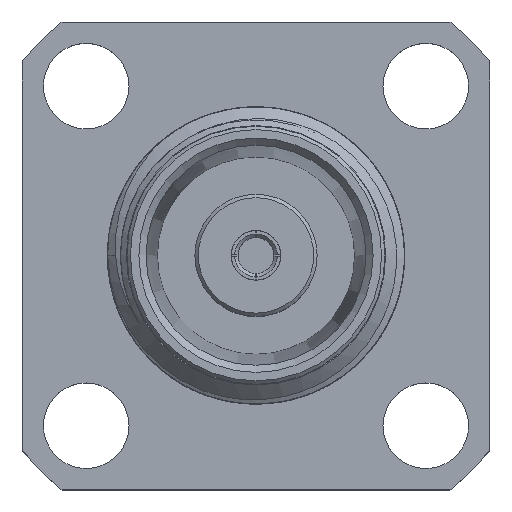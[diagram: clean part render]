
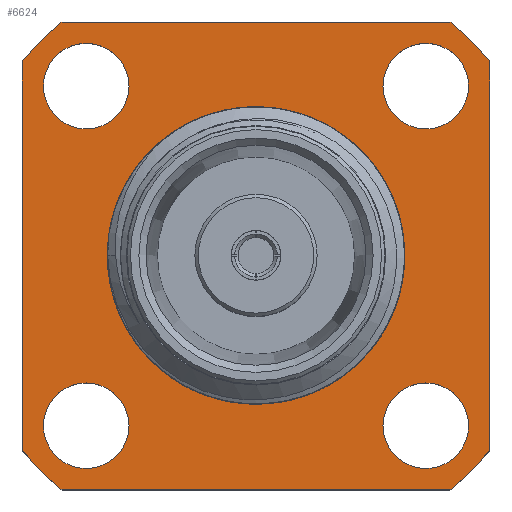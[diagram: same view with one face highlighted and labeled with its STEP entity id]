
A CAD part, top view. The second image highlights one B-rep face of the part: STEP entity #6624.
In plain terms, the highlighted planar face has unit normal (0, 0, 1).
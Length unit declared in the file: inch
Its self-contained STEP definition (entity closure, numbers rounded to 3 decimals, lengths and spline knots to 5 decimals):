
#32 = VERTEX_POINT ( 'NONE', #3496 ) ;
#37 = CARTESIAN_POINT ( 'NONE',  ( -0.34449, -0.34449, 0.04528 ) ) ;
#66 = CARTESIAN_POINT ( 'NONE',  ( 0., 0., 0.04528 ) ) ;
#113 = CARTESIAN_POINT ( 'NONE',  ( -0.34449, -0.28566, 0.04528 ) ) ;
#203 = DIRECTION ( 'NONE',  ( 1., 0., 0. ) ) ;
#243 = CARTESIAN_POINT ( 'NONE',  ( -0.18701, -0.25, 0.04528 ) ) ;
#251 = CIRCLE ( 'NONE', #6129, 0.06299 ) ;
#278 = PLANE ( 'NONE',  #3588 ) ;
#286 = AXIS2_PLACEMENT_3D ( 'NONE', #4038, #4056, #4565 ) ;
#322 = CARTESIAN_POINT ( 'NONE',  ( -0.34449, 0.34449, 0.04528 ) ) ;
#344 = DIRECTION ( 'NONE',  ( -1., 0., 0. ) ) ;
#414 = DIRECTION ( 'NONE',  ( 1., 0., 0. ) ) ;
#452 = DIRECTION ( 'NONE',  ( 0., 0., 1. ) ) ;
#532 = VECTOR ( 'NONE', #5171, 39.37008 ) ;
#534 = DIRECTION ( 'NONE',  ( 0., 0., 1. ) ) ;
#600 = DIRECTION ( 'NONE',  ( 1., 0., 0. ) ) ;
#606 = VECTOR ( 'NONE', #344, 39.37008 ) ;
#677 = VERTEX_POINT ( 'NONE', #2416 ) ;
#709 = VECTOR ( 'NONE', #3391, 39.37008 ) ;
#716 = DIRECTION ( 'NONE',  ( 0., 0., 1. ) ) ;
#727 = EDGE_LOOP ( 'NONE', ( #6027 ) ) ;
#785 = EDGE_CURVE ( 'NONE', #5832, #6603, #896, .T. ) ;
#803 = CARTESIAN_POINT ( 'NONE',  ( -0.34449, 0.28566, 0.04528 ) ) ;
#813 = EDGE_CURVE ( 'NONE', #2259, #6283, #2421, .T. ) ;
#857 = EDGE_CURVE ( 'NONE', #1737, #1737, #251, .T. ) ;
#896 = CIRCLE ( 'NONE', #1178, 0.44752 ) ;
#899 = EDGE_CURVE ( 'NONE', #5622, #2216, #3487, .T. ) ;
#971 = ORIENTED_EDGE ( 'NONE', *, *, #899, .T. ) ;
#1029 = ORIENTED_EDGE ( 'NONE', *, *, #6039, .T. ) ;
#1088 = ORIENTED_EDGE ( 'NONE', *, *, #6102, .T. ) ;
#1166 = CARTESIAN_POINT ( 'NONE',  ( -0.28566, 0.34449, 0.04528 ) ) ;
#1178 = AXIS2_PLACEMENT_3D ( 'NONE', #1459, #452, #1527 ) ;
#1441 = EDGE_LOOP ( 'NONE', ( #6101, #1088, #1640, #3880, #2560, #1982, #971, #1029 ) ) ;
#1459 = CARTESIAN_POINT ( 'NONE',  ( 0., 0., 0.04528 ) ) ;
#1462 = CARTESIAN_POINT ( 'NONE',  ( -0.25, 0.25, 0.04528 ) ) ;
#1485 = AXIS2_PLACEMENT_3D ( 'NONE', #3326, #716, #203 ) ;
#1521 = AXIS2_PLACEMENT_3D ( 'NONE', #66, #1571, #600 ) ;
#1527 = DIRECTION ( 'NONE',  ( 1., 0., 0. ) ) ;
#1570 = EDGE_CURVE ( 'NONE', #5905, #5905, #1940, .T. ) ;
#1571 = DIRECTION ( 'NONE',  ( 0., 0., 1. ) ) ;
#1640 = ORIENTED_EDGE ( 'NONE', *, *, #813, .T. ) ;
#1646 = VERTEX_POINT ( 'NONE', #2301 ) ;
#1672 = DIRECTION ( 'NONE',  ( 0., 0., 1. ) ) ;
#1691 = CIRCLE ( 'NONE', #1485, 0.44752 ) ;
#1707 = AXIS2_PLACEMENT_3D ( 'NONE', #4856, #2323, #4381 ) ;
#1737 = VERTEX_POINT ( 'NONE', #243 ) ;
#1844 = CARTESIAN_POINT ( 'NONE',  ( 0.34449, 0.28566, 0.04528 ) ) ;
#1940 = CIRCLE ( 'NONE', #1707, 0.06299 ) ;
#1982 = ORIENTED_EDGE ( 'NONE', *, *, #2493, .T. ) ;
#1990 = LINE ( 'NONE', #322, #606 ) ;
#1995 = DIRECTION ( 'NONE',  ( 0., 0., 1. ) ) ;
#2075 = EDGE_CURVE ( 'NONE', #3753, #3753, #3950, .T. ) ;
#2216 = VERTEX_POINT ( 'NONE', #3597 ) ;
#2253 = LINE ( 'NONE', #3860, #709 ) ;
#2259 = VERTEX_POINT ( 'NONE', #113 ) ;
#2301 = CARTESIAN_POINT ( 'NONE',  ( 0.34449, -0.28566, 0.04528 ) ) ;
#2307 = LINE ( 'NONE', #5642, #6242 ) ;
#2323 = DIRECTION ( 'NONE',  ( 0., 0., 1. ) ) ;
#2416 = CARTESIAN_POINT ( 'NONE',  ( 0.31299, -0.25, 0.04528 ) ) ;
#2421 = CIRCLE ( 'NONE', #5783, 0.44752 ) ;
#2445 = EDGE_CURVE ( 'NONE', #32, #32, #3215, .T. ) ;
#2446 = EDGE_LOOP ( 'NONE', ( #3931 ) ) ;
#2493 = EDGE_CURVE ( 'NONE', #1646, #5622, #2253, .T. ) ;
#2508 = AXIS2_PLACEMENT_3D ( 'NONE', #3727, #1672, #4246 ) ;
#2560 = ORIENTED_EDGE ( 'NONE', *, *, #2576, .T. ) ;
#2576 = EDGE_CURVE ( 'NONE', #3172, #1646, #1691, .T. ) ;
#2612 = FACE_BOUND ( 'NONE', #3856, .T. ) ;
#2627 = CIRCLE ( 'NONE', #286, 0.06299 ) ;
#2628 = DIRECTION ( 'NONE',  ( 1., 0., 0. ) ) ;
#2775 = FACE_BOUND ( 'NONE', #727, .T. ) ;
#2851 = EDGE_LOOP ( 'NONE', ( #6071 ) ) ;
#2932 = FACE_BOUND ( 'NONE', #2851, .T. ) ;
#2980 = CARTESIAN_POINT ( 'NONE',  ( 0.31299, 0.25, 0.04528 ) ) ;
#3018 = FACE_BOUND ( 'NONE', #5024, .T. ) ;
#3099 = FACE_OUTER_BOUND ( 'NONE', #1441, .T. ) ;
#3172 = VERTEX_POINT ( 'NONE', #5009 ) ;
#3215 = CIRCLE ( 'NONE', #2508, 0.21875 ) ;
#3326 = CARTESIAN_POINT ( 'NONE',  ( 0., 0., 0.04528 ) ) ;
#3391 = DIRECTION ( 'NONE',  ( 0., 1., 0. ) ) ;
#3429 = ORIENTED_EDGE ( 'NONE', *, *, #5119, .F. ) ;
#3487 = CIRCLE ( 'NONE', #1521, 0.44752 ) ;
#3496 = CARTESIAN_POINT ( 'NONE',  ( -0.21875, 0., 0.04528 ) ) ;
#3588 = AXIS2_PLACEMENT_3D ( 'NONE', #5793, #5942, #4414 ) ;
#3594 = DIRECTION ( 'NONE',  ( 0., 0., 1. ) ) ;
#3597 = CARTESIAN_POINT ( 'NONE',  ( 0.28566, 0.34449, 0.04528 ) ) ;
#3727 = CARTESIAN_POINT ( 'NONE',  ( 0., 0., 0.04528 ) ) ;
#3753 = VERTEX_POINT ( 'NONE', #6003 ) ;
#3856 = EDGE_LOOP ( 'NONE', ( #3429 ) ) ;
#3860 = CARTESIAN_POINT ( 'NONE',  ( 0.34449, -0.34449, 0.04528 ) ) ;
#3880 = ORIENTED_EDGE ( 'NONE', *, *, #4195, .T. ) ;
#3931 = ORIENTED_EDGE ( 'NONE', *, *, #857, .F. ) ;
#3950 = CIRCLE ( 'NONE', #6173, 0.06299 ) ;
#4038 = CARTESIAN_POINT ( 'NONE',  ( 0.25, -0.25, 0.04528 ) ) ;
#4056 = DIRECTION ( 'NONE',  ( 0., 0., 1. ) ) ;
#4195 = EDGE_CURVE ( 'NONE', #6283, #3172, #6493, .T. ) ;
#4246 = DIRECTION ( 'NONE',  ( -1., 0., 0. ) ) ;
#4381 = DIRECTION ( 'NONE',  ( 1., 0., 0. ) ) ;
#4414 = DIRECTION ( 'NONE',  ( -1., 0., 0. ) ) ;
#4565 = DIRECTION ( 'NONE',  ( 1., 0., 0. ) ) ;
#4628 = CARTESIAN_POINT ( 'NONE',  ( 0., 0., 0.04528 ) ) ;
#4856 = CARTESIAN_POINT ( 'NONE',  ( 0.25, 0.25, 0.04528 ) ) ;
#5009 = CARTESIAN_POINT ( 'NONE',  ( 0.28566, -0.34449, 0.04528 ) ) ;
#5024 = EDGE_LOOP ( 'NONE', ( #5639 ) ) ;
#5119 = EDGE_CURVE ( 'NONE', #677, #677, #2627, .T. ) ;
#5131 = DIRECTION ( 'NONE',  ( 1., 0., 0. ) ) ;
#5159 = DIRECTION ( 'NONE',  ( 0., -1., 0. ) ) ;
#5171 = DIRECTION ( 'NONE',  ( 1., 0., 0. ) ) ;
#5193 = CARTESIAN_POINT ( 'NONE',  ( -0.25, -0.25, 0.04528 ) ) ;
#5347 = CARTESIAN_POINT ( 'NONE',  ( -0.28566, -0.34449, 0.04528 ) ) ;
#5622 = VERTEX_POINT ( 'NONE', #1844 ) ;
#5639 = ORIENTED_EDGE ( 'NONE', *, *, #2075, .F. ) ;
#5642 = CARTESIAN_POINT ( 'NONE',  ( -0.34449, -0.34449, 0.04528 ) ) ;
#5783 = AXIS2_PLACEMENT_3D ( 'NONE', #4628, #3594, #5131 ) ;
#5793 = CARTESIAN_POINT ( 'NONE',  ( 0., 0., 0.04528 ) ) ;
#5832 = VERTEX_POINT ( 'NONE', #1166 ) ;
#5905 = VERTEX_POINT ( 'NONE', #2980 ) ;
#5942 = DIRECTION ( 'NONE',  ( 0., 0., -1. ) ) ;
#6003 = CARTESIAN_POINT ( 'NONE',  ( -0.18701, 0.25, 0.04528 ) ) ;
#6027 = ORIENTED_EDGE ( 'NONE', *, *, #2445, .F. ) ;
#6039 = EDGE_CURVE ( 'NONE', #2216, #5832, #1990, .T. ) ;
#6068 = FACE_BOUND ( 'NONE', #2446, .T. ) ;
#6071 = ORIENTED_EDGE ( 'NONE', *, *, #1570, .F. ) ;
#6101 = ORIENTED_EDGE ( 'NONE', *, *, #785, .T. ) ;
#6102 = EDGE_CURVE ( 'NONE', #6603, #2259, #2307, .T. ) ;
#6129 = AXIS2_PLACEMENT_3D ( 'NONE', #5193, #534, #2628 ) ;
#6173 = AXIS2_PLACEMENT_3D ( 'NONE', #1462, #1995, #414 ) ;
#6242 = VECTOR ( 'NONE', #5159, 39.37008 ) ;
#6283 = VERTEX_POINT ( 'NONE', #5347 ) ;
#6493 = LINE ( 'NONE', #37, #532 ) ;
#6603 = VERTEX_POINT ( 'NONE', #803 ) ;
#6624 = ADVANCED_FACE ( 'NONE', ( #2775, #3018, #2932, #2612, #6068, #3099 ), #278, .F. ) ;
